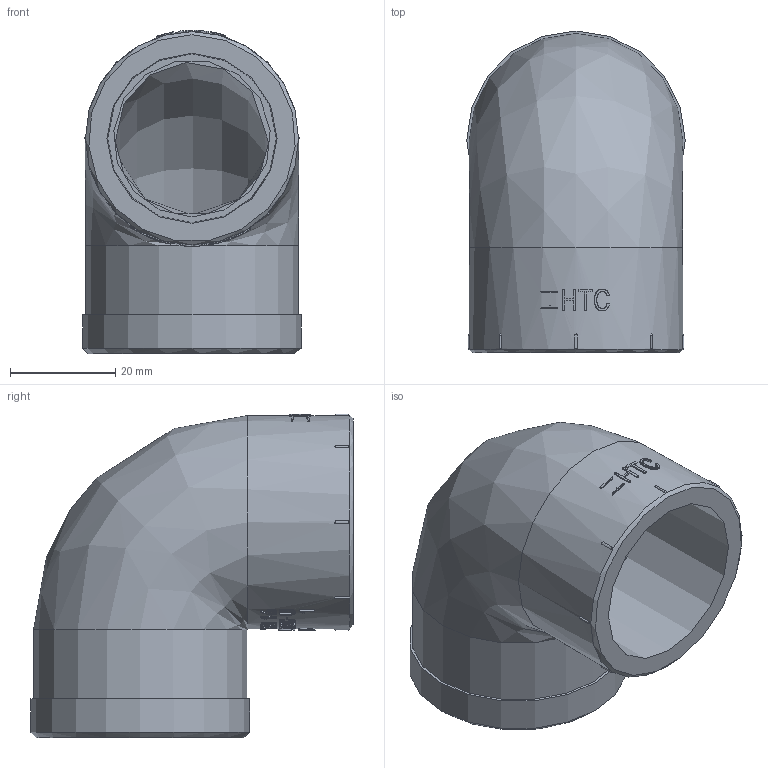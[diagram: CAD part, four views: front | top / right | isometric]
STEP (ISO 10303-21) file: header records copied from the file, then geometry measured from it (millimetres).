
FILE_DESCRIPTION(/* description */ (''),/* implementation_level */ '2;1');
FILE_NAME(/* name */ 'Z6C032032+铁圈.stp',/* time_stamp */ '2025-03-24T09:38:25+08:00',/* author */ (''),/* organization */ (''),/* preprocessor_version */ 'ST-DEVELOPER v16',/* originating_system */ 'SIEMENS PLM Software NX 10.0',/* authorisation */ '');
FILE_SCHEMA (('AUTOMOTIVE_DESIGN { 1 0 10303 214 3 1 1 1 }'));
Length unit declared in the file: millimetre
Products named in the file (1): gelv16D465C6lpbo
Bounding box: 41.5 x 61.15 x 61.4 mm (x, y, z)
Volume: 39649.1 mm3; surface area: 21615.7 mm2
Topology: 2 solids, 2 shells, 1670 faces, 4846 edges, 3202 vertices
Faces by surface type: bspline 1415, plane 132, cylinder 85, sphere 32, torus 5, cone 1
Full cylindrical faces by diameter (mm): 29.851 x1, 33.249 x8, 33.7 x1, 36 x1, 40.5 x3, 41.5 x1
Entity records: 92277 total; most frequent: CARTESIAN_POINT 51484, ORIENTED_EDGE 9536, DIRECTION 8188, EDGE_CURVE 4768, AXIS2_PLACEMENT_3D 3272, VERTEX_POINT 3181, ELLIPSE 2793, EDGE_LOOP 1737
